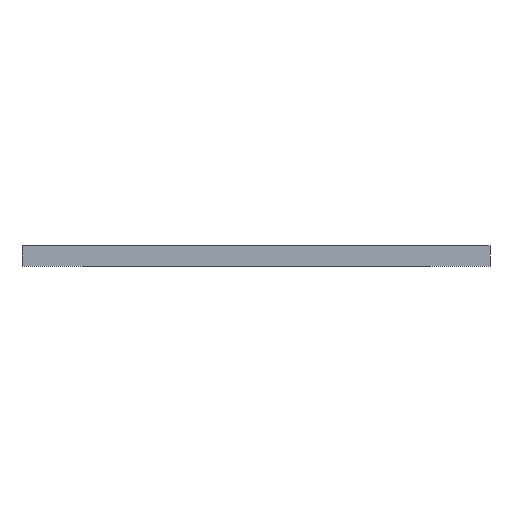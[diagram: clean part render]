
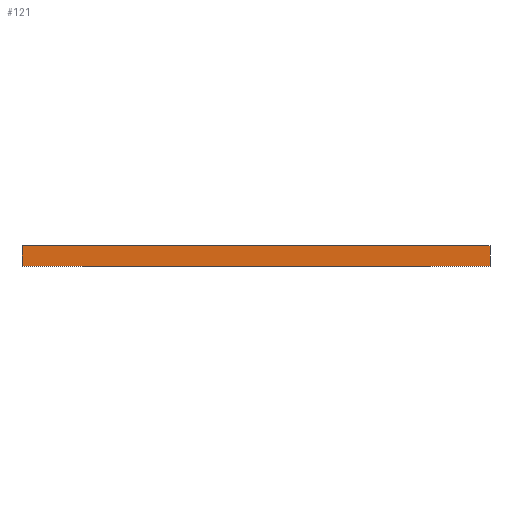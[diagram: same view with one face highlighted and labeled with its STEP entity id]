
A CAD part, front view. The second image highlights one B-rep face of the part: STEP entity #121.
In plain terms, the highlighted planar face has unit normal (0, -1, 0).
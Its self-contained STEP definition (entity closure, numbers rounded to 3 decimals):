
#14 = VERTEX_POINT ( 'NONE', #1535 ) ;
#121 = ADVANCED_FACE ( 'NONE', ( #1456 ), #893, .F. ) ;
#142 = AXIS2_PLACEMENT_3D ( 'NONE', #2682, #2010, #875 ) ;
#324 = LINE ( 'NONE', #1663, #967 ) ;
#534 = EDGE_CURVE ( 'NONE', #2389, #1104, #324, .T. ) ;
#546 = CARTESIAN_POINT ( 'NONE',  ( -15., -22.5, 0.65 ) ) ;
#575 = ORIENTED_EDGE ( 'NONE', *, *, #1230, .F. ) ;
#576 = VECTOR ( 'NONE', #758, 1000. ) ;
#589 = CARTESIAN_POINT ( 'NONE',  ( -15., -22.5, 0.65 ) ) ;
#758 = DIRECTION ( 'NONE',  ( 1., 0., 0. ) ) ;
#838 = ORIENTED_EDGE ( 'NONE', *, *, #2672, .T. ) ;
#875 = DIRECTION ( 'NONE',  ( -1., 0., 0. ) ) ;
#893 = PLANE ( 'NONE',  #142 ) ;
#967 = VECTOR ( 'NONE', #1004, 1000. ) ;
#1004 = DIRECTION ( 'NONE',  ( 1., 0., 0. ) ) ;
#1104 = VERTEX_POINT ( 'NONE', #1662 ) ;
#1129 = CARTESIAN_POINT ( 'NONE',  ( -15., -22.5, -0.65 ) ) ;
#1230 = EDGE_CURVE ( 'NONE', #1104, #14, #2535, .T. ) ;
#1269 = CARTESIAN_POINT ( 'NONE',  ( 15., -22.5, 0.65 ) ) ;
#1456 = FACE_OUTER_BOUND ( 'NONE', #2555, .T. ) ;
#1508 = ORIENTED_EDGE ( 'NONE', *, *, #534, .F. ) ;
#1535 = CARTESIAN_POINT ( 'NONE',  ( 15., -22.5, -0.65 ) ) ;
#1594 = LINE ( 'NONE', #546, #1801 ) ;
#1655 = VECTOR ( 'NONE', #2809, 1000. ) ;
#1662 = CARTESIAN_POINT ( 'NONE',  ( 15., -22.5, 0.65 ) ) ;
#1663 = CARTESIAN_POINT ( 'NONE',  ( 15., -22.5, 0.65 ) ) ;
#1721 = DIRECTION ( 'NONE',  ( 0., 0., -1. ) ) ;
#1758 = LINE ( 'NONE', #2750, #576 ) ;
#1801 = VECTOR ( 'NONE', #1721, 1000. ) ;
#2010 = DIRECTION ( 'NONE',  ( 0., 1., 0. ) ) ;
#2389 = VERTEX_POINT ( 'NONE', #589 ) ;
#2513 = VERTEX_POINT ( 'NONE', #1129 ) ;
#2535 = LINE ( 'NONE', #1269, #1655 ) ;
#2555 = EDGE_LOOP ( 'NONE', ( #838, #575, #1508, #2842 ) ) ;
#2672 = EDGE_CURVE ( 'NONE', #2513, #14, #1758, .T. ) ;
#2682 = CARTESIAN_POINT ( 'NONE',  ( 15., -22.5, 0.65 ) ) ;
#2750 = CARTESIAN_POINT ( 'NONE',  ( 15., -22.5, -0.65 ) ) ;
#2809 = DIRECTION ( 'NONE',  ( 0., 0., -1. ) ) ;
#2842 = ORIENTED_EDGE ( 'NONE', *, *, #2878, .T. ) ;
#2878 = EDGE_CURVE ( 'NONE', #2389, #2513, #1594, .T. ) ;
